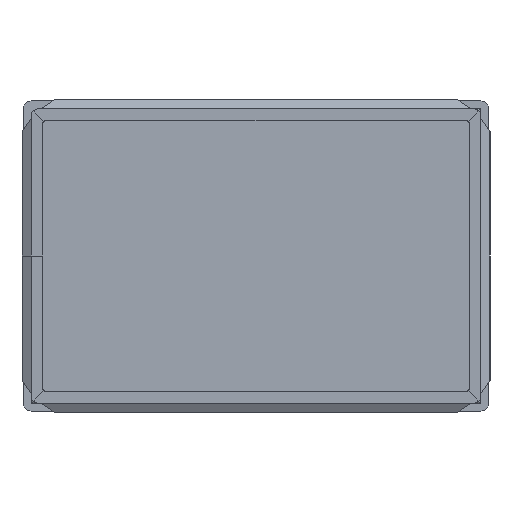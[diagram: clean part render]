
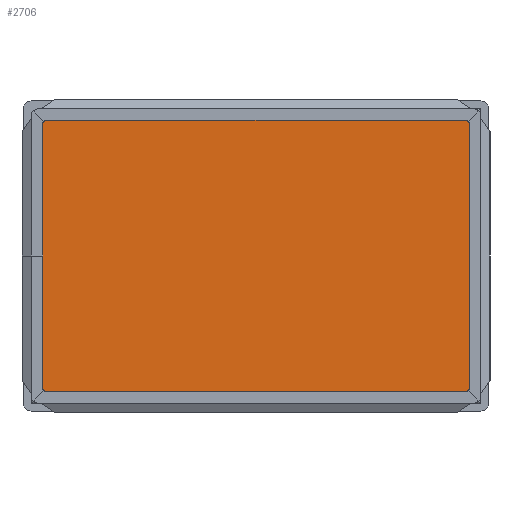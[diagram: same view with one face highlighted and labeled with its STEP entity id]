
A CAD part, front view. The second image highlights one B-rep face of the part: STEP entity #2706.
In plain terms, the highlighted planar face has unit normal (0, -1, 0).
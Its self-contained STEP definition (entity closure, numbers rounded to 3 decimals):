
#7 = CARTESIAN_POINT ( 'NONE',  ( -27., 19., 17.5 ) ) ;
#8 = DIRECTION ( 'NONE',  ( 0., -1., 0. ) ) ;
#13 = ORIENTED_EDGE ( 'NONE', *, *, #973, .F. ) ;
#30 = EDGE_CURVE ( 'NONE', #528, #3043, #2121, .T. ) ;
#80 = CARTESIAN_POINT ( 'NONE',  ( -27.5, 19., 17. ) ) ;
#96 = EDGE_CURVE ( 'NONE', #1519, #149, #162, .T. ) ;
#116 = DIRECTION ( 'NONE',  ( 0., 0., 1. ) ) ;
#149 = VERTEX_POINT ( 'NONE', #1250 ) ;
#162 = CIRCLE ( 'NONE', #567, 0.5 ) ;
#227 = DIRECTION ( 'NONE',  ( 0., 0., 1. ) ) ;
#276 = VECTOR ( 'NONE', #990, 1000. ) ;
#315 = VECTOR ( 'NONE', #2647, 1000. ) ;
#348 = VERTEX_POINT ( 'NONE', #3134 ) ;
#374 = CARTESIAN_POINT ( 'NONE',  ( 27.5, 19., -17.5 ) ) ;
#394 = EDGE_CURVE ( 'NONE', #1519, #1128, #2879, .T. ) ;
#528 = VERTEX_POINT ( 'NONE', #2959 ) ;
#567 = AXIS2_PLACEMENT_3D ( 'NONE', #2234, #740, #1479 ) ;
#662 = CARTESIAN_POINT ( 'NONE',  ( -27.5, 19., -17.5 ) ) ;
#686 = CARTESIAN_POINT ( 'NONE',  ( -27., 19., 17. ) ) ;
#740 = DIRECTION ( 'NONE',  ( 0., -1., 0. ) ) ;
#815 = CARTESIAN_POINT ( 'NONE',  ( 27.5, 19., -17. ) ) ;
#853 = LINE ( 'NONE', #374, #2080 ) ;
#873 = FACE_OUTER_BOUND ( 'NONE', #2744, .T. ) ;
#973 = EDGE_CURVE ( 'NONE', #348, #3043, #853, .T. ) ;
#974 = LINE ( 'NONE', #1947, #276 ) ;
#979 = LINE ( 'NONE', #1508, #2620 ) ;
#990 = DIRECTION ( 'NONE',  ( -1., 0., 0. ) ) ;
#1009 = CIRCLE ( 'NONE', #1110, 0.5 ) ;
#1020 = ORIENTED_EDGE ( 'NONE', *, *, #1328, .F. ) ;
#1082 = CIRCLE ( 'NONE', #2054, 0.5 ) ;
#1085 = ORIENTED_EDGE ( 'NONE', *, *, #1549, .F. ) ;
#1102 = DIRECTION ( 'NONE',  ( 0., 1., 0. ) ) ;
#1105 = EDGE_CURVE ( 'NONE', #1661, #2981, #1009, .T. ) ;
#1110 = AXIS2_PLACEMENT_3D ( 'NONE', #686, #1158, #1408 ) ;
#1112 = DIRECTION ( 'NONE',  ( 0., 0., -1. ) ) ;
#1128 = VERTEX_POINT ( 'NONE', #3126 ) ;
#1158 = DIRECTION ( 'NONE',  ( 0., -1., 0. ) ) ;
#1239 = ORIENTED_EDGE ( 'NONE', *, *, #1663, .T. ) ;
#1250 = CARTESIAN_POINT ( 'NONE',  ( -27., 19., -17.5 ) ) ;
#1328 = EDGE_CURVE ( 'NONE', #528, #149, #974, .T. ) ;
#1354 = DIRECTION ( 'NONE',  ( 0., 0., 1. ) ) ;
#1357 = CARTESIAN_POINT ( 'NONE',  ( 27., 19., 17. ) ) ;
#1370 = CARTESIAN_POINT ( 'NONE',  ( 27., 19., 17.5 ) ) ;
#1408 = DIRECTION ( 'NONE',  ( 0., 0., 1. ) ) ;
#1457 = ORIENTED_EDGE ( 'NONE', *, *, #1105, .T. ) ;
#1479 = DIRECTION ( 'NONE',  ( 0., 0., 1. ) ) ;
#1508 = CARTESIAN_POINT ( 'NONE',  ( -27.5, 19., 17.5 ) ) ;
#1519 = VERTEX_POINT ( 'NONE', #2682 ) ;
#1549 = EDGE_CURVE ( 'NONE', #1128, #2981, #2634, .T. ) ;
#1644 = EDGE_CURVE ( 'NONE', #1661, #1832, #979, .T. ) ;
#1661 = VERTEX_POINT ( 'NONE', #7 ) ;
#1663 = EDGE_CURVE ( 'NONE', #348, #1832, #1082, .T. ) ;
#1681 = CARTESIAN_POINT ( 'NONE',  ( -27.5, 19., -17.5 ) ) ;
#1832 = VERTEX_POINT ( 'NONE', #1370 ) ;
#1947 = CARTESIAN_POINT ( 'NONE',  ( -27.5, 19., -17.5 ) ) ;
#2054 = AXIS2_PLACEMENT_3D ( 'NONE', #1357, #2564, #116 ) ;
#2080 = VECTOR ( 'NONE', #1112, 1000. ) ;
#2113 = VECTOR ( 'NONE', #2390, 1000. ) ;
#2121 = CIRCLE ( 'NONE', #3049, 0.5 ) ;
#2234 = CARTESIAN_POINT ( 'NONE',  ( -27., 19., -17. ) ) ;
#2366 = ORIENTED_EDGE ( 'NONE', *, *, #30, .T. ) ;
#2390 = DIRECTION ( 'NONE',  ( 0., 0., 1. ) ) ;
#2430 = CARTESIAN_POINT ( 'NONE',  ( 27., 19., -17. ) ) ;
#2500 = DIRECTION ( 'NONE',  ( 1., 0., 0. ) ) ;
#2506 = ORIENTED_EDGE ( 'NONE', *, *, #394, .F. ) ;
#2564 = DIRECTION ( 'NONE',  ( 0., -1., 0. ) ) ;
#2584 = ORIENTED_EDGE ( 'NONE', *, *, #96, .T. ) ;
#2620 = VECTOR ( 'NONE', #2500, 1000. ) ;
#2634 = LINE ( 'NONE', #1681, #315 ) ;
#2647 = DIRECTION ( 'NONE',  ( 0., 0., 1. ) ) ;
#2674 = ORIENTED_EDGE ( 'NONE', *, *, #1644, .F. ) ;
#2682 = CARTESIAN_POINT ( 'NONE',  ( -27.5, 19., -17. ) ) ;
#2706 = ADVANCED_FACE ( 'NONE', ( #873 ), #2874, .F. ) ;
#2744 = EDGE_LOOP ( 'NONE', ( #13, #1239, #2674, #1457, #1085, #2506, #2584, #1020, #2366 ) ) ;
#2860 = CARTESIAN_POINT ( 'NONE',  ( 0., 19., 0. ) ) ;
#2874 = PLANE ( 'NONE',  #2989 ) ;
#2879 = LINE ( 'NONE', #662, #2113 ) ;
#2959 = CARTESIAN_POINT ( 'NONE',  ( 27., 19., -17.5 ) ) ;
#2981 = VERTEX_POINT ( 'NONE', #80 ) ;
#2989 = AXIS2_PLACEMENT_3D ( 'NONE', #2860, #1102, #1354 ) ;
#3043 = VERTEX_POINT ( 'NONE', #815 ) ;
#3049 = AXIS2_PLACEMENT_3D ( 'NONE', #2430, #8, #227 ) ;
#3126 = CARTESIAN_POINT ( 'NONE',  ( -27.5, 19., 0. ) ) ;
#3134 = CARTESIAN_POINT ( 'NONE',  ( 27.5, 19., 17. ) ) ;
